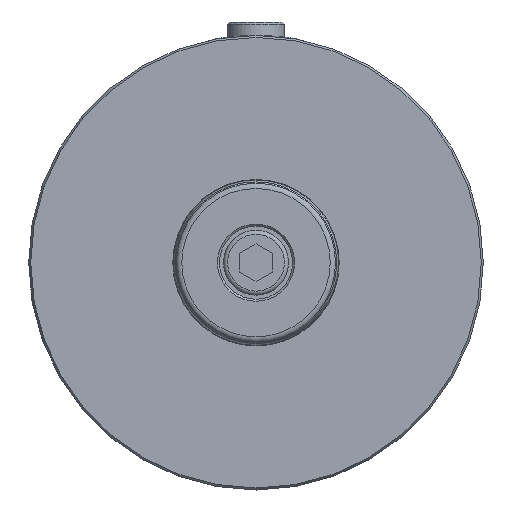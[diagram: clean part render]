
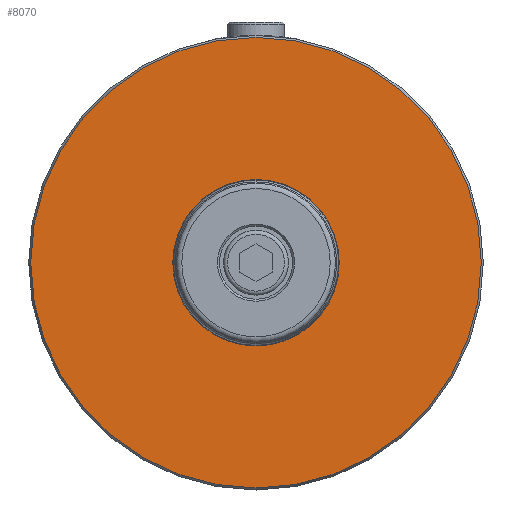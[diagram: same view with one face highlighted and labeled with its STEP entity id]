
A CAD part, front view. The second image highlights one B-rep face of the part: STEP entity #8070.
In plain terms, the highlighted planar face has unit normal (0, -1, 0).
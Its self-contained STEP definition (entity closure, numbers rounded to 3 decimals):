
#735 = CARTESIAN_POINT ( 'NONE',  ( 0., 0., 20.3 ) ) ;
#2208 = DIRECTION ( 'NONE',  ( 0., 0., -1. ) ) ;
#2498 = VERTEX_POINT ( 'NONE', #735 ) ;
#2610 = CIRCLE ( 'NONE', #13989, 20.3 ) ;
#3118 = EDGE_LOOP ( 'NONE', ( #9791 ) ) ;
#3219 = CARTESIAN_POINT ( 'NONE',  ( 0., 0., 0. ) ) ;
#4060 = CARTESIAN_POINT ( 'NONE',  ( 0., 0., -55.5 ) ) ;
#6725 = CARTESIAN_POINT ( 'NONE',  ( 0., 0., 0. ) ) ;
#6815 = DIRECTION ( 'NONE',  ( 0., -1., 0. ) ) ;
#8070 = ADVANCED_FACE ( 'NONE', ( #9048, #18645 ), #13764, .T. ) ;
#9048 = FACE_BOUND ( 'NONE', #16261, .T. ) ;
#9583 = DIRECTION ( 'NONE',  ( 0., 1., 0. ) ) ;
#9791 = ORIENTED_EDGE ( 'NONE', *, *, #18916, .T. ) ;
#12287 = CARTESIAN_POINT ( 'NONE',  ( 0., 0., 0. ) ) ;
#12821 = ORIENTED_EDGE ( 'NONE', *, *, #19506, .T. ) ;
#13764 = PLANE ( 'NONE',  #17830 ) ;
#13989 = AXIS2_PLACEMENT_3D ( 'NONE', #3219, #9583, #16052 ) ;
#16029 = AXIS2_PLACEMENT_3D ( 'NONE', #6725, #6815, #2208 ) ;
#16052 = DIRECTION ( 'NONE',  ( 0., 0., 1. ) ) ;
#16261 = EDGE_LOOP ( 'NONE', ( #12821 ) ) ;
#17110 = VERTEX_POINT ( 'NONE', #4060 ) ;
#17265 = DIRECTION ( 'NONE',  ( 0., 0., -1. ) ) ;
#17830 = AXIS2_PLACEMENT_3D ( 'NONE', #12287, #20220, #17265 ) ;
#18645 = FACE_OUTER_BOUND ( 'NONE', #3118, .T. ) ;
#18916 = EDGE_CURVE ( 'NONE', #17110, #17110, #20364, .T. ) ;
#19506 = EDGE_CURVE ( 'NONE', #2498, #2498, #2610, .T. ) ;
#20220 = DIRECTION ( 'NONE',  ( 0., -1., 0. ) ) ;
#20364 = CIRCLE ( 'NONE', #16029, 55.5 ) ;
